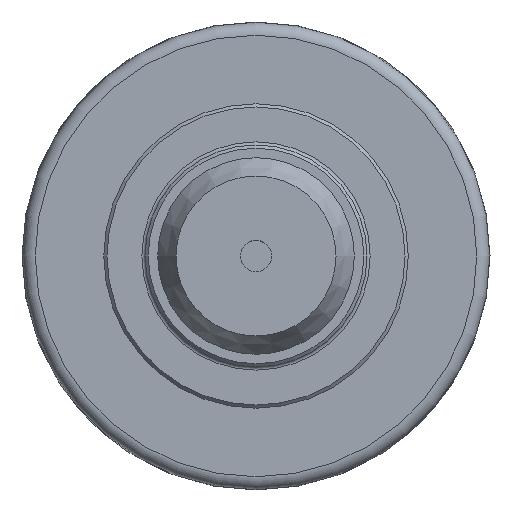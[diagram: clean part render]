
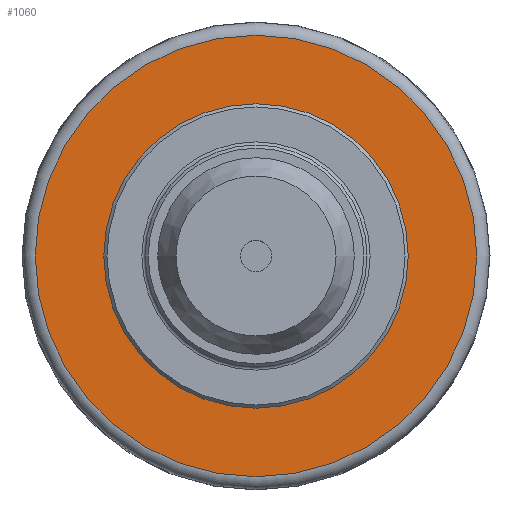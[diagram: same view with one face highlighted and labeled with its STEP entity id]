
A CAD part, left-side view. The second image highlights one B-rep face of the part: STEP entity #1060.
In plain terms, the highlighted planar face has unit normal (-1, 0, 0).
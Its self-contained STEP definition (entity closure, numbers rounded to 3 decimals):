
#64=FACE_BOUND('',#264,.T.);
#91=CIRCLE('',#1140,24.);
#123=CIRCLE('',#1193,34.809);
#124=CIRCLE('',#1194,34.809);
#193=FACE_OUTER_BOUND('',#263,.T.);
#263=EDGE_LOOP('',(#967,#968));
#264=EDGE_LOOP('',(#969));
#473=VERTEX_POINT('',#1779);
#505=VERTEX_POINT('',#1924);
#506=VERTEX_POINT('',#1926);
#606=EDGE_CURVE('',#473,#473,#91,.T.);
#653=EDGE_CURVE('',#505,#506,#123,.T.);
#654=EDGE_CURVE('',#506,#505,#124,.T.);
#967=ORIENTED_EDGE('',*,*,#654,.F.);
#968=ORIENTED_EDGE('',*,*,#653,.F.);
#969=ORIENTED_EDGE('',*,*,#606,.T.);
#1001=PLANE('',#1209);
#1060=ADVANCED_FACE('',(#193,#64),#1001,.T.);
#1140=AXIS2_PLACEMENT_3D('',#1780,#1390,#1391);
#1193=AXIS2_PLACEMENT_3D('',#1927,#1506,#1507);
#1194=AXIS2_PLACEMENT_3D('',#1928,#1508,#1509);
#1209=AXIS2_PLACEMENT_3D('',#1978,#1539,#1540);
#1390=DIRECTION('center_axis',(1.,0.,0.));
#1391=DIRECTION('ref_axis',(0.,0.,1.));
#1506=DIRECTION('center_axis',(1.,0.,0.));
#1507=DIRECTION('ref_axis',(0.,0.,1.));
#1508=DIRECTION('center_axis',(1.,0.,0.));
#1509=DIRECTION('ref_axis',(0.,0.,1.));
#1539=DIRECTION('center_axis',(-1.,0.,0.));
#1540=DIRECTION('ref_axis',(0.,1.,0.));
#1779=CARTESIAN_POINT('',(18.5,0.,-24.));
#1780=CARTESIAN_POINT('Origin',(18.5,0.,0.));
#1924=CARTESIAN_POINT('',(18.5,34.809,0.));
#1926=CARTESIAN_POINT('',(18.5,0.,-34.809));
#1927=CARTESIAN_POINT('Origin',(18.5,0.,0.));
#1928=CARTESIAN_POINT('Origin',(18.5,0.,0.));
#1978=CARTESIAN_POINT('Origin',(18.5,0.,-31.984));
